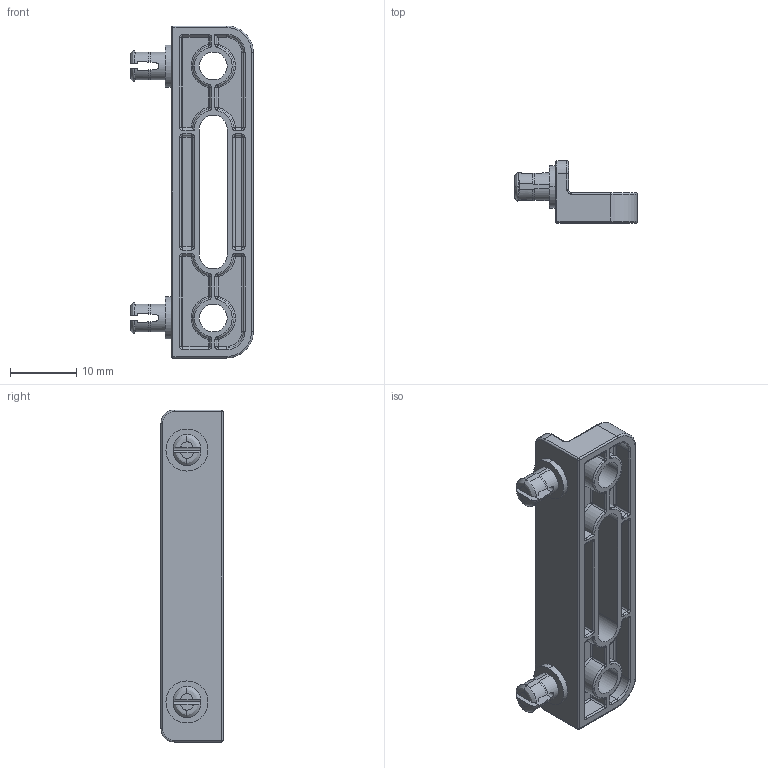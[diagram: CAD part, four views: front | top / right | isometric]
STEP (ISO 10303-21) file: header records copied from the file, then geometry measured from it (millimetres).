
FILE_DESCRIPTION (( 'STEP AP214' ), '1' );
FILE_NAME ('276-4810-010 Rev2.STEP', '2017-07-24T22:24:28', ( '' ), ( '' ), 'SwSTEP 2.0', 'SolidWorks 2017', '' );
FILE_SCHEMA (( 'AUTOMOTIVE_DESIGN' ));
Length unit declared in the file: millimetre
Products named in the file (1): 276-4810-010 Rev2
Bounding box: 18.54 x 9.4 x 50.2 mm (x, y, z)
Volume: 2236.6 mm3; surface area: 3218.6 mm2
Topology: 1 solids, 1 shells, 361 faces, 880 edges, 495 vertices
Faces by surface type: cylinder 160, plane 76, torus 67, sphere 34, bspline 16, cone 8
Entity records: 20886 total; most frequent: CARTESIAN_POINT 12671, DIRECTION 1804, ORIENTED_EDGE 1692, EDGE_CURVE 846, AXIS2_PLACEMENT_3D 744, VERTEX_POINT 495, CIRCLE 398, EDGE_LOOP 375
